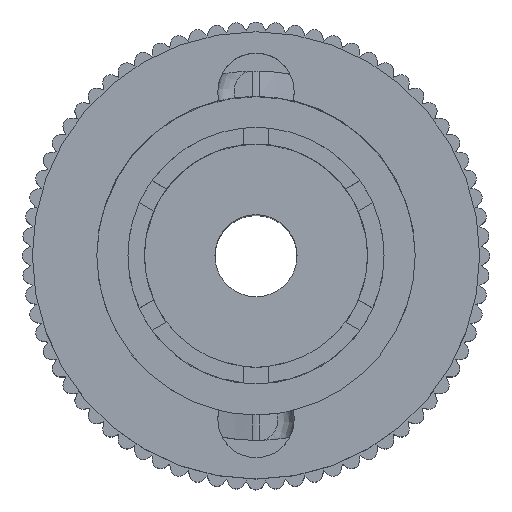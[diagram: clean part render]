
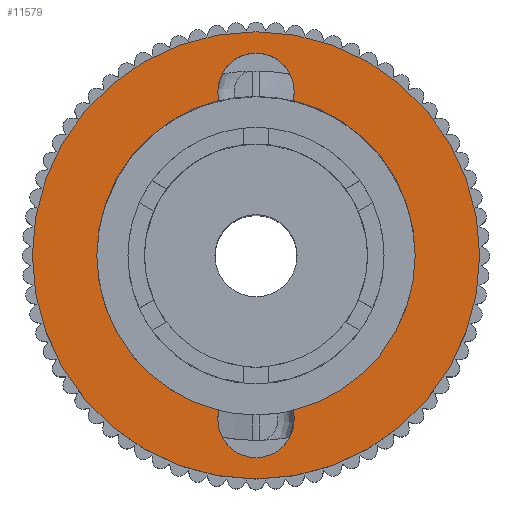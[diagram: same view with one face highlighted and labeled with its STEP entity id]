
A CAD part, top view. The second image highlights one B-rep face of the part: STEP entity #11579.
In plain terms, the highlighted planar face has unit normal (0, 0, 1).
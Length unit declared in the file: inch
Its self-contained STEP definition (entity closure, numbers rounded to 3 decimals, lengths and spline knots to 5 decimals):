
#4988 = DIRECTION ( 'NONE',  ( -1., 0., 0. ) ) ;
#4989 = DIRECTION ( 'NONE',  ( 0., 0., 1. ) ) ;
#4990 = CARTESIAN_POINT ( 'NONE',  ( 0., 0.2, 0. ) ) ;
#4991 = AXIS2_PLACEMENT_3D ( 'NONE', #4990, #4989, #4988 ) ;
#4992 = CIRCLE ( 'NONE', #4991, 0.0465 ) ;
#4993 = CARTESIAN_POINT ( 'NONE',  ( 0.0465, 0.2, 0. ) ) ;
#5034 = CARTESIAN_POINT ( 'NONE',  ( 0.194, 0., 0. ) ) ;
#5035 = DIRECTION ( 'NONE',  ( 1., 0., 0. ) ) ;
#5036 = DIRECTION ( 'NONE',  ( 0., 0., 1. ) ) ;
#5037 = CARTESIAN_POINT ( 'NONE',  ( 0., 0., 0. ) ) ;
#5038 = AXIS2_PLACEMENT_3D ( 'NONE', #5037, #5036, #5035 ) ;
#5039 = CIRCLE ( 'NONE', #5038, 0.194 ) ;
#5193 = CARTESIAN_POINT ( 'NONE',  ( -0.0465, 0.2, 0. ) ) ;
#5277 = CARTESIAN_POINT ( 'NONE',  ( -0.0451, 0.18868, 0. ) ) ;
#5295 = CARTESIAN_POINT ( 'NONE',  ( -0.194, 0., 0. ) ) ;
#5379 = DIRECTION ( 'NONE',  ( -1., 0., 0. ) ) ;
#5380 = DIRECTION ( 'NONE',  ( 0., 0., 1. ) ) ;
#5382 = CARTESIAN_POINT ( 'NONE',  ( 0., 0.2, 0. ) ) ;
#5383 = AXIS2_PLACEMENT_3D ( 'NONE', #5382, #5380, #5379 ) ;
#5384 = CIRCLE ( 'NONE', #5383, 0.0465 ) ;
#5447 = CARTESIAN_POINT ( 'NONE',  ( 0.0465, -0.2, 0. ) ) ;
#5448 = DIRECTION ( 'NONE',  ( 1., 0., 0. ) ) ;
#5449 = DIRECTION ( 'NONE',  ( 0., 0., 1. ) ) ;
#5450 = AXIS2_PLACEMENT_3D ( 'NONE', #5457, #5449, #5448 ) ;
#5451 = CIRCLE ( 'NONE', #5450, 0.0465 ) ;
#5452 = DIRECTION ( 'NONE',  ( 1., 0., 0. ) ) ;
#5453 = DIRECTION ( 'NONE',  ( 0., 0., 1. ) ) ;
#5454 = CARTESIAN_POINT ( 'NONE',  ( 0., -0.2, 0. ) ) ;
#5455 = AXIS2_PLACEMENT_3D ( 'NONE', #5454, #5453, #5452 ) ;
#5456 = CIRCLE ( 'NONE', #5455, 0.0465 ) ;
#5457 = CARTESIAN_POINT ( 'NONE',  ( 0., -0.2, 0. ) ) ;
#5512 = CARTESIAN_POINT ( 'NONE',  ( 0.0451, 0.18868, 0. ) ) ;
#5513 = DIRECTION ( 'NONE',  ( 1., 0., 0. ) ) ;
#5514 = DIRECTION ( 'NONE',  ( 0., 0., 1. ) ) ;
#5515 = CARTESIAN_POINT ( 'NONE',  ( 0., 0., 0. ) ) ;
#5518 = CIRCLE ( 'NONE', #5525, 0.194 ) ;
#5525 = AXIS2_PLACEMENT_3D ( 'NONE', #5515, #5514, #5513 ) ;
#5558 = DIRECTION ( 'NONE',  ( 1., 0., 0. ) ) ;
#5559 = DIRECTION ( 'NONE',  ( 0., 0., 1. ) ) ;
#5560 = CARTESIAN_POINT ( 'NONE',  ( 0., 0., 0. ) ) ;
#5561 = AXIS2_PLACEMENT_3D ( 'NONE', #5560, #5559, #5558 ) ;
#5562 = CIRCLE ( 'NONE', #5561, 0.194 ) ;
#5563 = CARTESIAN_POINT ( 'NONE',  ( -0.0451, -0.18868, 0. ) ) ;
#5564 = CARTESIAN_POINT ( 'NONE',  ( -0.0465, -0.2, 0. ) ) ;
#5579 = CARTESIAN_POINT ( 'NONE',  ( 0.0451, -0.18868, 0. ) ) ;
#6544 = CARTESIAN_POINT ( 'NONE',  ( -0.2725, 0., 0. ) ) ;
#6845 = DIRECTION ( 'NONE',  ( 1., 0., 0. ) ) ;
#6846 = DIRECTION ( 'NONE',  ( 0., 0., 1. ) ) ;
#6847 = CARTESIAN_POINT ( 'NONE',  ( 0., -0.2, 0. ) ) ;
#6848 = AXIS2_PLACEMENT_3D ( 'NONE', #6847, #6846, #6845 ) ;
#6849 = CIRCLE ( 'NONE', #6848, 0.0465 ) ;
#6850 = DIRECTION ( 'NONE',  ( -1., 0., 0. ) ) ;
#6851 = DIRECTION ( 'NONE',  ( 0., 0., 1. ) ) ;
#6852 = CARTESIAN_POINT ( 'NONE',  ( 0., 0.2, 0. ) ) ;
#6853 = AXIS2_PLACEMENT_3D ( 'NONE', #6852, #6851, #6850 ) ;
#6854 = CIRCLE ( 'NONE', #6853, 0.0465 ) ;
#6890 = DIRECTION ( 'NONE',  ( 1., 0., 0. ) ) ;
#6891 = DIRECTION ( 'NONE',  ( 0., 0., 1. ) ) ;
#6892 = CARTESIAN_POINT ( 'NONE',  ( 0., 0., 0. ) ) ;
#6893 = AXIS2_PLACEMENT_3D ( 'NONE', #6892, #6891, #6890 ) ;
#6946 = CARTESIAN_POINT ( 'NONE',  ( 0.2725, 0., 0. ) ) ;
#6947 = CIRCLE ( 'NONE', #6893, 0.2725 ) ;
#7105 = DIRECTION ( 'NONE',  ( 1., 0., 0. ) ) ;
#7106 = DIRECTION ( 'NONE',  ( 0., 0., 1. ) ) ;
#7107 = AXIS2_PLACEMENT_3D ( 'NONE', #7108, #7106, #7105 ) ;
#7108 = CARTESIAN_POINT ( 'NONE',  ( 0., 0., 0. ) ) ;
#7109 = CIRCLE ( 'NONE', #7107, 0.2725 ) ;
#7138 = DIRECTION ( 'NONE',  ( 1., 0., 0. ) ) ;
#7139 = DIRECTION ( 'NONE',  ( 0., 0., 1. ) ) ;
#7144 = CARTESIAN_POINT ( 'NONE',  ( 0., 0., 0. ) ) ;
#7145 = AXIS2_PLACEMENT_3D ( 'NONE', #7144, #7139, #7138 ) ;
#7146 = CIRCLE ( 'NONE', #7145, 0.194 ) ;
#7147 = DIRECTION ( 'NONE',  ( 1., 0., 0. ) ) ;
#7148 = DIRECTION ( 'NONE',  ( 0., 0., 1. ) ) ;
#7149 = CARTESIAN_POINT ( 'NONE',  ( 0.2725, 0., 0. ) ) ;
#7150 = AXIS2_PLACEMENT_3D ( 'NONE', #7149, #7148, #7147 ) ;
#7151 = PLANE ( 'NONE',  #7150 ) ;
#7152 = FACE_OUTER_BOUND ( 'NONE', #11523, .T. ) ;
#7153 = FACE_BOUND ( 'NONE', #11674, .T. ) ;
#10632 = VERTEX_POINT ( 'NONE', #4993 ) ;
#10634 = EDGE_CURVE ( 'NONE', #10632, #10710, #4992, .T. ) ;
#10642 = EDGE_CURVE ( 'NONE', #10830, #10643, #5039, .T. ) ;
#10643 = VERTEX_POINT ( 'NONE', #5034 ) ;
#10710 = VERTEX_POINT ( 'NONE', #5193 ) ;
#10711 = VERTEX_POINT ( 'NONE', #5277 ) ;
#10714 = VERTEX_POINT ( 'NONE', #5295 ) ;
#10801 = EDGE_CURVE ( 'NONE', #10804, #10830, #5456, .T. ) ;
#10803 = EDGE_CURVE ( 'NONE', #10837, #10804, #5451, .T. ) ;
#10804 = VERTEX_POINT ( 'NONE', #5447 ) ;
#10830 = VERTEX_POINT ( 'NONE', #5579 ) ;
#10837 = VERTEX_POINT ( 'NONE', #5564 ) ;
#10840 = EDGE_CURVE ( 'NONE', #10714, #10841, #5562, .T. ) ;
#10841 = VERTEX_POINT ( 'NONE', #5563 ) ;
#10854 = EDGE_CURVE ( 'NONE', #10643, #10855, #5518, .T. ) ;
#10855 = VERTEX_POINT ( 'NONE', #5512 ) ;
#10868 = EDGE_CURVE ( 'NONE', #10710, #10711, #5384, .T. ) ;
#11443 = VERTEX_POINT ( 'NONE', #6544 ) ;
#11446 = EDGE_CURVE ( 'NONE', #11447, #11443, #6947, .T. ) ;
#11447 = VERTEX_POINT ( 'NONE', #6946 ) ;
#11514 = ORIENTED_EDGE ( 'NONE', *, *, #11515, .F. ) ;
#11515 = EDGE_CURVE ( 'NONE', #10855, #10632, #6854, .T. ) ;
#11516 = ORIENTED_EDGE ( 'NONE', *, *, #10854, .F. ) ;
#11517 = ORIENTED_EDGE ( 'NONE', *, *, #10642, .F. ) ;
#11518 = ORIENTED_EDGE ( 'NONE', *, *, #10801, .F. ) ;
#11519 = ORIENTED_EDGE ( 'NONE', *, *, #10803, .F. ) ;
#11520 = ORIENTED_EDGE ( 'NONE', *, *, #11521, .F. ) ;
#11521 = EDGE_CURVE ( 'NONE', #10841, #10837, #6849, .T. ) ;
#11522 = ORIENTED_EDGE ( 'NONE', *, *, #10840, .F. ) ;
#11523 = EDGE_LOOP ( 'NONE', ( #11524, #11595 ) ) ;
#11524 = ORIENTED_EDGE ( 'NONE', *, *, #11446, .T. ) ;
#11579 = ADVANCED_FACE ( 'NONE', ( #7153, #7152 ), #7151, .T. ) ;
#11580 = ORIENTED_EDGE ( 'NONE', *, *, #11581, .F. ) ;
#11581 = EDGE_CURVE ( 'NONE', #10711, #10714, #7146, .T. ) ;
#11582 = ORIENTED_EDGE ( 'NONE', *, *, #10868, .F. ) ;
#11583 = ORIENTED_EDGE ( 'NONE', *, *, #10634, .F. ) ;
#11595 = ORIENTED_EDGE ( 'NONE', *, *, #11596, .T. ) ;
#11596 = EDGE_CURVE ( 'NONE', #11443, #11447, #7109, .T. ) ;
#11674 = EDGE_LOOP ( 'NONE', ( #11580, #11582, #11583, #11514, #11516, #11517, #11518, #11519, #11520, #11522 ) ) ;
